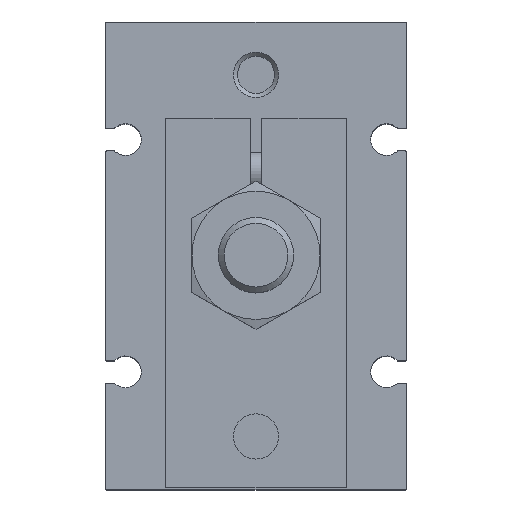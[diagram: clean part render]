
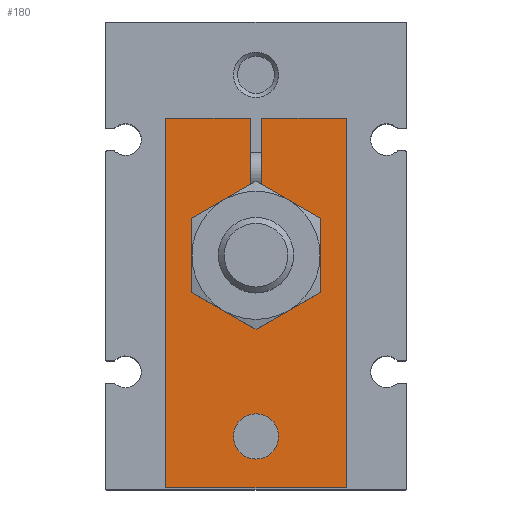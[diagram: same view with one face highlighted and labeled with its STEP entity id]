
A CAD part, top view. The second image highlights one B-rep face of the part: STEP entity #180.
In plain terms, the highlighted planar face has unit normal (0, 0, 1).
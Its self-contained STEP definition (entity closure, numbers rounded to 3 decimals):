
#180 = ADVANCED_FACE( '', ( #360, #361 ), #362, .T. );
#360 = FACE_BOUND( '', #739, .T. );
#361 = FACE_OUTER_BOUND( '', #740, .T. );
#362 = PLANE( '', #741 );
#739 = EDGE_LOOP( '', ( #1175 ) );
#740 = EDGE_LOOP( '', ( #1176, #1177, #1178, #1179, #1180, #1181, #1182, #1183 ) );
#741 = AXIS2_PLACEMENT_3D( '', #1184, #1185, #1186 );
#1175 = ORIENTED_EDGE( '', *, *, #2338, .F. );
#1176 = ORIENTED_EDGE( '', *, *, #2339, .T. );
#1177 = ORIENTED_EDGE( '', *, *, #2340, .T. );
#1178 = ORIENTED_EDGE( '', *, *, #2341, .T. );
#1179 = ORIENTED_EDGE( '', *, *, #2342, .T. );
#1180 = ORIENTED_EDGE( '', *, *, #2343, .T. );
#1181 = ORIENTED_EDGE( '', *, *, #2344, .T. );
#1182 = ORIENTED_EDGE( '', *, *, #2345, .F. );
#1183 = ORIENTED_EDGE( '', *, *, #2346, .T. );
#1184 = CARTESIAN_POINT( '', ( 0., 0., 13. ) );
#1185 = DIRECTION( '', ( 0., 0., 1. ) );
#1186 = DIRECTION( '', ( 1., 0., 0. ) );
#2338 = EDGE_CURVE( '', #2753, #2753, #2754, .T. );
#2339 = EDGE_CURVE( '', #2755, #2756, #2757, .T. );
#2340 = EDGE_CURVE( '', #2756, #2758, #2759, .T. );
#2341 = EDGE_CURVE( '', #2758, #2760, #2761, .T. );
#2342 = EDGE_CURVE( '', #2760, #2762, #2763, .T. );
#2343 = EDGE_CURVE( '', #2762, #2764, #2765, .T. );
#2344 = EDGE_CURVE( '', #2764, #2766, #2767, .T. );
#2345 = EDGE_CURVE( '', #2768, #2766, #2769, .T. );
#2346 = EDGE_CURVE( '', #2768, #2755, #2770, .T. );
#2753 = VERTEX_POINT( '', #3714 );
#2754 = CIRCLE( '', #3715, 3. );
#2755 = VERTEX_POINT( '', #3716 );
#2756 = VERTEX_POINT( '', #3717 );
#2757 = LINE( '', #3718, #3719 );
#2758 = VERTEX_POINT( '', #3720 );
#2759 = LINE( '', #3721, #3722 );
#2760 = VERTEX_POINT( '', #3723 );
#2761 = LINE( '', #3724, #3725 );
#2762 = VERTEX_POINT( '', #3726 );
#2763 = LINE( '', #3727, #3728 );
#2764 = VERTEX_POINT( '', #3729 );
#2765 = LINE( '', #3730, #3731 );
#2766 = VERTEX_POINT( '', #3732 );
#2767 = LINE( '', #3733, #3734 );
#2768 = VERTEX_POINT( '', #3735 );
#2769 = CIRCLE( '', #3736, 6. );
#2770 = LINE( '', #3737, #3738 );
#3714 = CARTESIAN_POINT( '', ( 3., -24., 13. ) );
#3715 = AXIS2_PLACEMENT_3D( '', #4891, #4892, #4893 );
#3716 = CARTESIAN_POINT( '', ( -0.75, 18.2, 13. ) );
#3717 = CARTESIAN_POINT( '', ( -12., 18.2, 13. ) );
#3718 = CARTESIAN_POINT( '', ( -0.75, 18.2, 13. ) );
#3719 = VECTOR( '', #4894, 1000. );
#3720 = CARTESIAN_POINT( '', ( -12., -30.8, 13. ) );
#3721 = CARTESIAN_POINT( '', ( -12., 18.2, 13. ) );
#3722 = VECTOR( '', #4895, 1000. );
#3723 = CARTESIAN_POINT( '', ( 12., -30.8, 13. ) );
#3724 = CARTESIAN_POINT( '', ( -12., -30.8, 13. ) );
#3725 = VECTOR( '', #4896, 1000. );
#3726 = CARTESIAN_POINT( '', ( 12., 18.2, 13. ) );
#3727 = CARTESIAN_POINT( '', ( 12., -30.8, 13. ) );
#3728 = VECTOR( '', #4897, 1000. );
#3729 = CARTESIAN_POINT( '', ( 0.75, 18.2, 13. ) );
#3730 = CARTESIAN_POINT( '', ( 12., 18.2, 13. ) );
#3731 = VECTOR( '', #4898, 1000. );
#3732 = CARTESIAN_POINT( '', ( 0.75, 5.953, 13. ) );
#3733 = CARTESIAN_POINT( '', ( 0.75, 18.2, 13. ) );
#3734 = VECTOR( '', #4899, 1000. );
#3735 = CARTESIAN_POINT( '', ( -0.75, 5.953, 13. ) );
#3736 = AXIS2_PLACEMENT_3D( '', #4900, #4901, #4902 );
#3737 = CARTESIAN_POINT( '', ( -0.75, 5.953, 13. ) );
#3738 = VECTOR( '', #4903, 1000. );
#4891 = CARTESIAN_POINT( '', ( 0., -24., 13. ) );
#4892 = DIRECTION( '', ( 0., 0., 1. ) );
#4893 = DIRECTION( '', ( 1., 0., 0. ) );
#4894 = DIRECTION( '', ( -1., 0., 0. ) );
#4895 = DIRECTION( '', ( 0., -1., 0. ) );
#4896 = DIRECTION( '', ( 1., 0., 0. ) );
#4897 = DIRECTION( '', ( 0., 1., 0. ) );
#4898 = DIRECTION( '', ( -1., 0., 0. ) );
#4899 = DIRECTION( '', ( 0., -1., 0. ) );
#4900 = CARTESIAN_POINT( '', ( 0., 0., 13. ) );
#4901 = DIRECTION( '', ( 0., 0., 1. ) );
#4902 = DIRECTION( '', ( 1., 0., 0. ) );
#4903 = DIRECTION( '', ( 0., 1., 0. ) );
